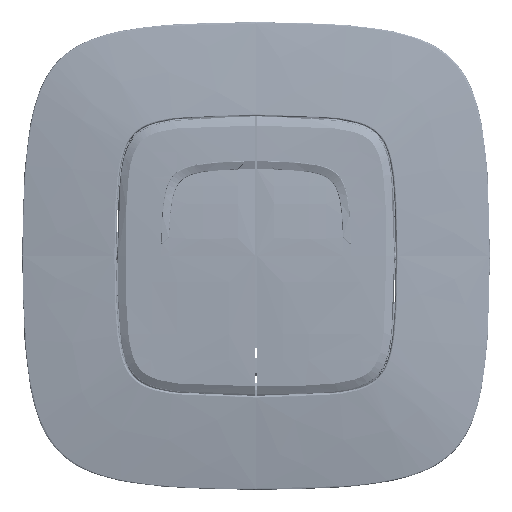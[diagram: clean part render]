
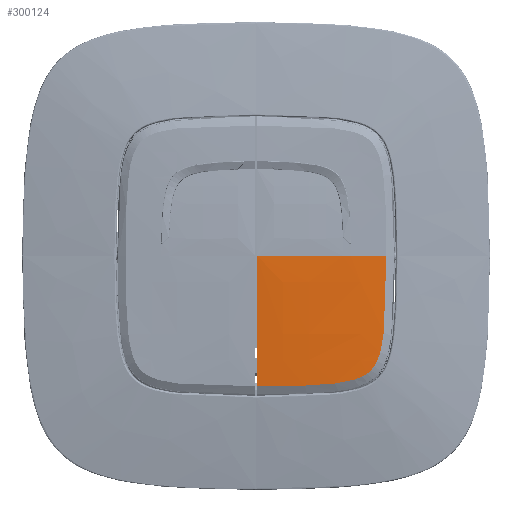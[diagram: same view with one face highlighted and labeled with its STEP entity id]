
A CAD part, top view. The second image highlights one B-rep face of the part: STEP entity #300124.
In plain terms, the highlighted free-form (B-spline) face has degree [5, 5] with [6, 6] control points.
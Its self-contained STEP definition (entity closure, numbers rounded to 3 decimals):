
#299278=CARTESIAN_POINT('Vertex',(16.7,0.,13.35)) ;
#299282=CARTESIAN_POINT('Control Point',(16.7,0.,13.35)) ;
#299283=CARTESIAN_POINT('Control Point',(17.,0.,13.336)) ;
#299284=CARTESIAN_POINT('Control Point',(17.3,0.,13.323)) ;
#299285=CARTESIAN_POINT('Control Point',(17.6,0.,13.309)) ;
#299286=CARTESIAN_POINT('Control Point',(17.9,0.,13.296)) ;
#299287=CARTESIAN_POINT('Control Point',(18.2,0.,13.282)) ;
#299288=CARTESIAN_POINT('Vertex',(18.2,0.,13.282)) ;
#299681=CARTESIAN_POINT('Vertex',(0.181,-25.,12.935)) ;
#299691=CARTESIAN_POINT('Vertex',(25.,0.,12.935)) ;
#299695=CARTESIAN_POINT('Control Point',(25.,0.,12.935)) ;
#299696=CARTESIAN_POINT('Control Point',(25.,-2.939,12.935)) ;
#299697=CARTESIAN_POINT('Control Point',(24.978,-5.878,12.935)) ;
#299698=CARTESIAN_POINT('Control Point',(24.922,-8.159,12.935)) ;
#299699=CARTESIAN_POINT('Control Point',(24.825,-12.439,12.935)) ;
#299700=CARTESIAN_POINT('Control Point',(24.286,-16.678,12.935)) ;
#299701=CARTESIAN_POINT('Control Point',(24.043,-18.062,12.935)) ;
#299702=CARTESIAN_POINT('Control Point',(23.503,-20.05,12.935)) ;
#299703=CARTESIAN_POINT('Control Point',(22.35,-21.711,12.935)) ;
#299704=CARTESIAN_POINT('Control Point',(21.881,-22.202,12.935)) ;
#299705=CARTESIAN_POINT('Control Point',(20.215,-23.455,12.935)) ;
#299706=CARTESIAN_POINT('Control Point',(18.159,-24.033,12.935)) ;
#299707=CARTESIAN_POINT('Control Point',(16.69,-24.288,12.935)) ;
#299708=CARTESIAN_POINT('Control Point',(12.455,-24.82,12.935)) ;
#299709=CARTESIAN_POINT('Control Point',(8.18,-24.922,12.935)) ;
#299710=CARTESIAN_POINT('Control Point',(5.904,-24.977,12.935)) ;
#299711=CARTESIAN_POINT('Control Point',(3.054,-24.999,12.935)) ;
#299712=CARTESIAN_POINT('Control Point',(0.181,-25.,12.935)) ;
#299990=CARTESIAN_POINT('Vertex',(0.195,0.,13.735)) ;
#299994=CARTESIAN_POINT('Control Point',(0.195,0.,13.735)) ;
#299995=CARTESIAN_POINT('Control Point',(3.496,0.,13.733)) ;
#299996=CARTESIAN_POINT('Control Point',(6.797,0.,13.691)) ;
#299997=CARTESIAN_POINT('Control Point',(10.098,0.,13.61)) ;
#299998=CARTESIAN_POINT('Control Point',(13.399,0.,13.493)) ;
#299999=CARTESIAN_POINT('Control Point',(16.7,0.,13.35)) ;
#300057=CARTESIAN_POINT('Control Point',(18.2,0.,13.282)) ;
#300058=CARTESIAN_POINT('Control Point',(20.467,0.,13.178)) ;
#300059=CARTESIAN_POINT('Control Point',(22.733,0.,13.059)) ;
#300060=CARTESIAN_POINT('Control Point',(25.,0.,12.935)) ;
#300074=CARTESIAN_POINT('Control Point',(25.5,25.5,12.858)) ;
#300075=CARTESIAN_POINT('Control Point',(15.3,25.5,12.925)) ;
#300076=CARTESIAN_POINT('Control Point',(5.1,25.5,12.904)) ;
#300077=CARTESIAN_POINT('Control Point',(-5.1,25.5,12.904)) ;
#300078=CARTESIAN_POINT('Control Point',(-15.3,25.5,12.925)) ;
#300079=CARTESIAN_POINT('Control Point',(-25.5,25.5,12.858)) ;
#300080=CARTESIAN_POINT('Control Point',(25.5,15.3,12.925)) ;
#300081=CARTESIAN_POINT('Control Point',(15.3,15.3,13.34)) ;
#300082=CARTESIAN_POINT('Control Point',(5.1,15.3,13.589)) ;
#300083=CARTESIAN_POINT('Control Point',(-5.1,15.3,13.589)) ;
#300084=CARTESIAN_POINT('Control Point',(-15.3,15.3,13.34)) ;
#300085=CARTESIAN_POINT('Control Point',(-25.5,15.3,12.925)) ;
#300086=CARTESIAN_POINT('Control Point',(25.5,5.1,12.904)) ;
#300087=CARTESIAN_POINT('Control Point',(15.3,5.1,13.589)) ;
#300088=CARTESIAN_POINT('Control Point',(5.1,5.1,14.236)) ;
#300089=CARTESIAN_POINT('Control Point',(-5.1,5.1,14.236)) ;
#300090=CARTESIAN_POINT('Control Point',(-15.3,5.1,13.589)) ;
#300091=CARTESIAN_POINT('Control Point',(-25.5,5.1,12.904)) ;
#300092=CARTESIAN_POINT('Control Point',(25.5,-5.1,12.904)) ;
#300093=CARTESIAN_POINT('Control Point',(15.3,-5.1,13.589)) ;
#300094=CARTESIAN_POINT('Control Point',(5.1,-5.1,14.236)) ;
#300095=CARTESIAN_POINT('Control Point',(-5.1,-5.1,14.236)) ;
#300096=CARTESIAN_POINT('Control Point',(-15.3,-5.1,13.589)) ;
#300097=CARTESIAN_POINT('Control Point',(-25.5,-5.1,12.904)) ;
#300098=CARTESIAN_POINT('Control Point',(25.5,-15.3,12.925)) ;
#300099=CARTESIAN_POINT('Control Point',(15.3,-15.3,13.34)) ;
#300100=CARTESIAN_POINT('Control Point',(5.1,-15.3,13.589)) ;
#300101=CARTESIAN_POINT('Control Point',(-5.1,-15.3,13.589)) ;
#300102=CARTESIAN_POINT('Control Point',(-15.3,-15.3,13.34)) ;
#300103=CARTESIAN_POINT('Control Point',(-25.5,-15.3,12.925)) ;
#300104=CARTESIAN_POINT('Control Point',(25.5,-25.5,12.858)) ;
#300105=CARTESIAN_POINT('Control Point',(15.3,-25.5,12.925)) ;
#300106=CARTESIAN_POINT('Control Point',(5.1,-25.5,12.904)) ;
#300107=CARTESIAN_POINT('Control Point',(-5.1,-25.5,12.904)) ;
#300108=CARTESIAN_POINT('Control Point',(-15.3,-25.5,12.925)) ;
#300109=CARTESIAN_POINT('Control Point',(-25.5,-25.5,12.858)) ;
#300111=CARTESIAN_POINT('Control Point',(0.181,-25.,12.935)) ;
#300112=CARTESIAN_POINT('Control Point',(0.187,-18.753,13.277)) ;
#300113=CARTESIAN_POINT('Control Point',(0.193,-12.504,13.582)) ;
#300114=CARTESIAN_POINT('Control Point',(0.195,-6.252,13.735)) ;
#300115=CARTESIAN_POINT('Control Point',(0.195,0.,13.735)) ;
#300118=ORIENTED_EDGE('',*,*,#300116,.T.) ;
#300119=ORIENTED_EDGE('',*,*,#299713,.T.) ;
#300120=ORIENTED_EDGE('',*,*,#300061,.T.) ;
#300121=ORIENTED_EDGE('',*,*,#299290,.T.) ;
#300122=ORIENTED_EDGE('',*,*,#300000,.T.) ;
#300124=ADVANCED_FACE('T002071_A .1\\EE00855_A.1\\Doigt sup\X2\00E9\X0\rieur C40 NEREIS',(#300123),#300073,.F.) ;
#299281=B_SPLINE_CURVE_WITH_KNOTS('',5,(#299282,#299283,#299284,#299285,#299286,#299287),.UNSPECIFIED.,.F.,.U.,(6,6),(0.,1.66),.UNSPECIFIED.) ;
#299694=B_SPLINE_CURVE_WITH_KNOTS('',5,(#299695,#299696,#299697,#299698,#299699,#299700,#299701,#299702,#299703,#299704,#299705,#299706,#299707,#299708,#299709,#299710,#299711,#299712),.UNSPECIFIED.,.F.,.U.,(6,3,3,3,3,6),(0.,14.753,21.438,24.832,31.827,46.248),.UNSPECIFIED.) ;
#299993=B_SPLINE_CURVE_WITH_KNOTS('',5,(#299994,#299995,#299996,#299997,#299998,#299999),.UNSPECIFIED.,.F.,.U.,(6,6),(35.573,52.085),.UNSPECIFIED.) ;
#300056=B_SPLINE_CURVE_WITH_KNOTS('',3,(#300057,#300058,#300059,#300060),.UNSPECIFIED.,.F.,.U.,(4,4),(61.132,67.937),.UNSPECIFIED.) ;
#300110=B_SPLINE_CURVE_WITH_KNOTS('',4,(#300111,#300112,#300113,#300114,#300115),.UNSPECIFIED.,.F.,.U.,(5,5),(0.,35.379),.UNSPECIFIED.) ;
#300073=B_SPLINE_SURFACE_WITH_KNOTS('',5,5,((#300074,#300075,#300076,#300077,#300078,#300079),(#300080,#300081,#300082,#300083,#300084,#300085),(#300086,#300087,#300088,#300089,#300090,#300091),(#300092,#300093,#300094,#300095,#300096,#300097),(#300098,#300099,#300100,#300101,#300102,#300103),(#300104,#300105,#300106,#300107,#300108,#300109)),.UNSPECIFIED.,.F.,.F.,.U.,(6,6),(6,6),(-25.5,25.537),(-25.5,25.537),.UNSPECIFIED.) ;
#299290=EDGE_CURVE('',#299289,#299279,#299281,.F.) ;
#299713=EDGE_CURVE('',#299682,#299692,#299694,.F.) ;
#300000=EDGE_CURVE('',#299279,#299991,#299993,.F.) ;
#300061=EDGE_CURVE('',#299692,#299289,#300056,.F.) ;
#300116=EDGE_CURVE('',#299991,#299682,#300110,.F.) ;
#300117=EDGE_LOOP('',(#300118,#300119,#300120,#300121,#300122)) ;
#300123=FACE_OUTER_BOUND('',#300117,.T.) ;
#299279=VERTEX_POINT('',#299278) ;
#299289=VERTEX_POINT('',#299288) ;
#299682=VERTEX_POINT('',#299681) ;
#299692=VERTEX_POINT('',#299691) ;
#299991=VERTEX_POINT('',#299990) ;
